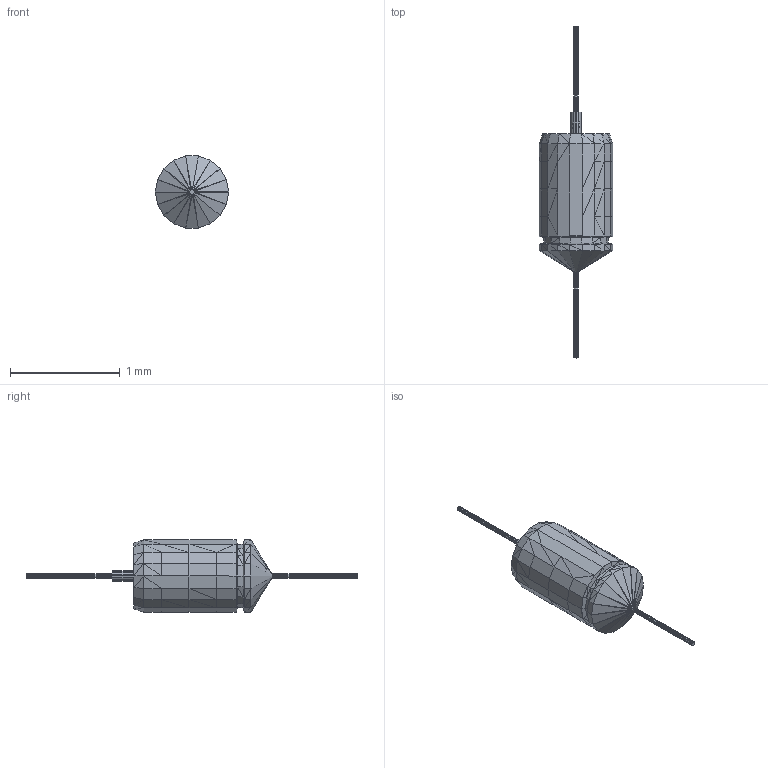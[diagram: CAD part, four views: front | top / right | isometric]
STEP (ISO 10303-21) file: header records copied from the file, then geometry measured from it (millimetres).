
FILE_DESCRIPTION(('FreeCAD Model'),'2;1');
FILE_NAME('Open CASCADE Shape Model','2021-12-13T00:35:18',('Author'),( ''),'Open CASCADE STEP processor 7.5','FreeCAD','Unknown');
FILE_SCHEMA(('AUTOMOTIVE_DESIGN { 1 0 10303 214 1 1 1 1 }'));
Length unit declared in the file: millimetre
Products named in the file (1): capacitor001001
Bounding box: 0.67 x 3.03 x 0.66 mm (x, y, z)
Surface area: 3.3 mm2 (no closed solid volume)
Topology: 0 solids, 4 shells, 393 faces, 901 edges, 516 vertices
Faces by surface type: plane 393
Entity records: 21986 total; most frequent: CARTESIAN_POINT 3886, DIRECTION 3218, LINE 2430, VECTOR 2430, ORIENTED_EDGE 1802, PCURVE 1802, DEFINITIONAL_REPRESENTATION 1802, EDGE_CURVE 901
